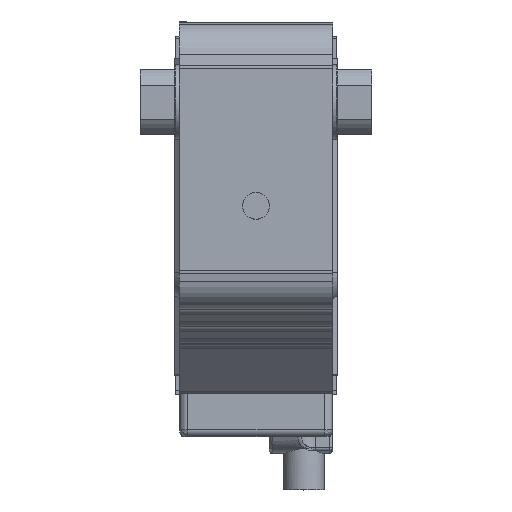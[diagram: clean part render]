
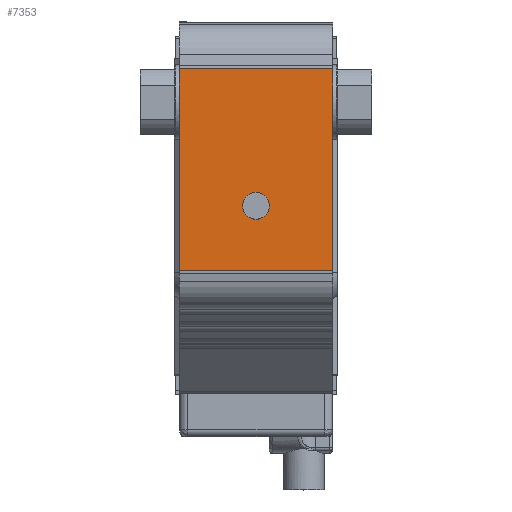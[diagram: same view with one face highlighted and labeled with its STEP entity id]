
A CAD part, top view. The second image highlights one B-rep face of the part: STEP entity #7353.
In plain terms, the highlighted planar face has unit normal (0, 0, 1).
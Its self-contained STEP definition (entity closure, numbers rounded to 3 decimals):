
#205=FACE_BOUND('',#1507,.T.);
#206=FACE_BOUND('',#1508,.T.);
#496=CIRCLE('',#7948,3.95);
#1507=EDGE_LOOP('',(#6104));
#1508=EDGE_LOOP('',(#6105,#6106,#6107,#6108));
#2098=LINE('',#12051,#2713);
#2118=LINE('',#12116,#2733);
#2119=LINE('',#12120,#2734);
#2120=LINE('',#12121,#2735);
#2713=VECTOR('',#9749,59.252);
#2733=VECTOR('',#9809,45.);
#2734=VECTOR('',#9814,45.);
#2735=VECTOR('',#9815,59.252);
#3367=VERTEX_POINT('',#11751);
#3465=VERTEX_POINT('',#12048);
#3466=VERTEX_POINT('',#12050);
#3491=VERTEX_POINT('',#12115);
#3492=VERTEX_POINT('',#12119);
#4242=EDGE_CURVE('',#3367,#3367,#496,.T.);
#4388=EDGE_CURVE('',#3466,#3465,#2098,.T.);
#4420=EDGE_CURVE('',#3466,#3491,#2118,.T.);
#4422=EDGE_CURVE('',#3465,#3492,#2119,.T.);
#4423=EDGE_CURVE('',#3492,#3491,#2120,.T.);
#6104=ORIENTED_EDGE('',*,*,#4242,.T.);
#6105=ORIENTED_EDGE('',*,*,#4388,.T.);
#6106=ORIENTED_EDGE('',*,*,#4422,.T.);
#6107=ORIENTED_EDGE('',*,*,#4423,.T.);
#6108=ORIENTED_EDGE('',*,*,#4420,.F.);
#7029=PLANE('',#8060);
#7353=ADVANCED_FACE('',(#205,#206),#7029,.T.);
#7948=AXIS2_PLACEMENT_3D('',#11752,#9467,#9468);
#8060=AXIS2_PLACEMENT_3D('',#12118,#9812,#9813);
#9467=DIRECTION('center_axis',(0.,0.,-1.));
#9468=DIRECTION('ref_axis',(-1.,0.,0.));
#9749=DIRECTION('',(0.,1.,0.));
#9809=DIRECTION('',(-1.,0.,0.));
#9812=DIRECTION('center_axis',(0.,0.,1.));
#9813=DIRECTION('ref_axis',(0.,-1.,0.));
#9814=DIRECTION('',(-1.,0.,0.));
#9815=DIRECTION('',(0.,-1.,0.));
#11751=CARTESIAN_POINT('',(3.95,-30.5,51.5));
#11752=CARTESIAN_POINT('Origin',(0.,-30.5,51.5));
#12048=CARTESIAN_POINT('',(22.5,9.689,51.5));
#12050=CARTESIAN_POINT('',(22.5,-49.563,51.5));
#12051=CARTESIAN_POINT('',(22.5,4.845,51.5));
#12115=CARTESIAN_POINT('',(-22.5,-49.563,51.5));
#12116=CARTESIAN_POINT('',(0.,-49.563,51.5));
#12118=CARTESIAN_POINT('Origin',(0.,9.689,51.5));
#12119=CARTESIAN_POINT('',(-22.5,9.689,51.5));
#12120=CARTESIAN_POINT('',(0.,9.689,51.5));
#12121=CARTESIAN_POINT('',(-22.5,4.845,51.5));
